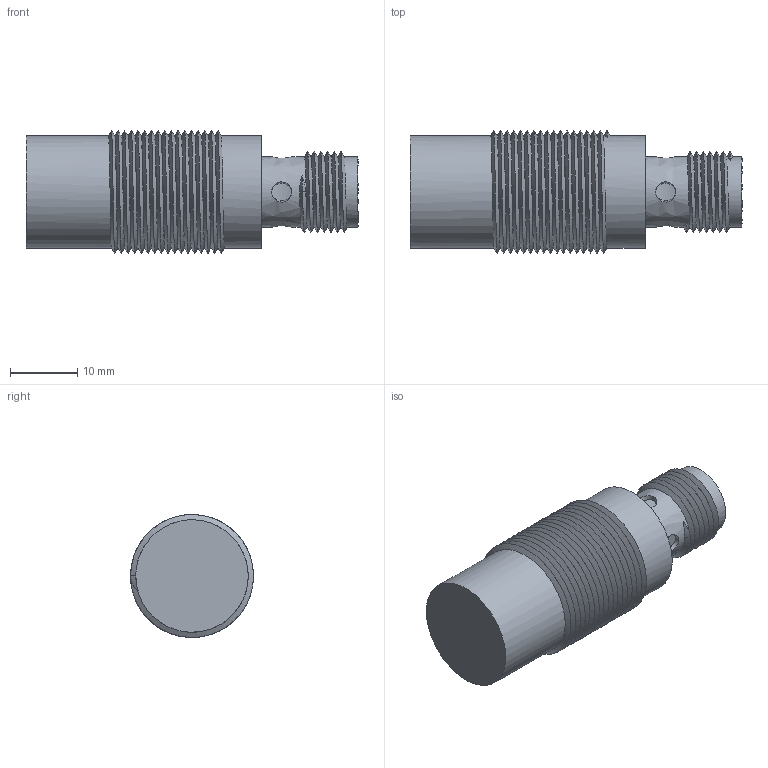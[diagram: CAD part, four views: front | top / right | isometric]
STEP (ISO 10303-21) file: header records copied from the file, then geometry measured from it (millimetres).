
FILE_DESCRIPTION( ('This file contains a STEP AP42 implementation' ,'as created by ZW3D STEP Interface translator.') ,'2;1' );
FILE_NAME( 'ECS2-1816X-XRS4.stp' ,'20 519.154250', (''), ('ZWCAD Software Co.'), 'Version 1.0', 'ZW3D to STEP translator', '' );
FILE_SCHEMA(('AUTOMOTIVE_DESIGN'));
Length unit declared in the file: millimetre
Products named in the file (2): 0; ECS2-1816X-XRS41
Bounding box: 49.35 x 18.26 x 18.26 mm (x, y, z)
Volume: 8844.7 mm3; surface area: 4197.5 mm2
Topology: 1 solids, 1 shells, 64 faces, 154 edges, 97 vertices
Faces by surface type: bspline 64
Entity records: 3535 total; most frequent: CARTESIAN_POINT 2592, ORIENTED_EDGE 300, EDGE_CURVE 150, VERTEX_POINT 97, EDGE_LOOP 73, B_SPLINE_CURVE_WITH_KNOTS 73, FACE_OUTER_BOUND 64, ADVANCED_FACE 64
